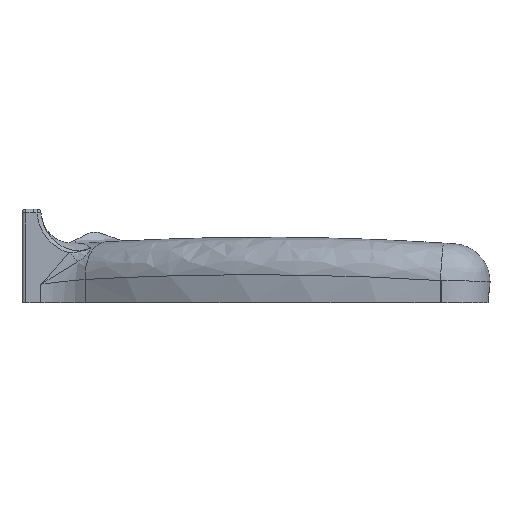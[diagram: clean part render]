
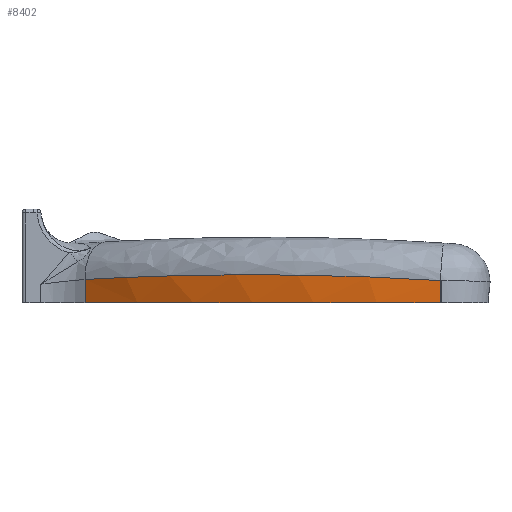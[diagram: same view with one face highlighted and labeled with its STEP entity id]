
A CAD part, left-side view. The second image highlights one B-rep face of the part: STEP entity #8402.
In plain terms, the highlighted cylindrical face has radius 160 mm (diameter 320 mm), a partial arc.
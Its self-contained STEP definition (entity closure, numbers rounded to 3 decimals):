
#27 = CARTESIAN_POINT ( 'NONE',  ( -13.936, 30.97, 24.879 ) ) ;
#76 = CARTESIAN_POINT ( 'NONE',  ( -2.414, 63.098, 24.853 ) ) ;
#227 = CARTESIAN_POINT ( 'NONE',  ( 15.484, 92.007, 35. ) ) ;
#257 = VERTEX_POINT ( 'NONE', #6366 ) ;
#351 = VERTEX_POINT ( 'NONE', #3618 ) ;
#1388 = CARTESIAN_POINT ( 'NONE',  ( -8.55, 48.288, 25. ) ) ;
#1486 = CARTESIAN_POINT ( 'NONE',  ( -0.528, 66.907, 24.769 ) ) ;
#1857 = ORIENTED_EDGE ( 'NONE', *, *, #9023, .F. ) ;
#2129 = ORIENTED_EDGE ( 'NONE', *, *, #6557, .F. ) ;
#2305 = CARTESIAN_POINT ( 'NONE',  ( -11.763, 39.186, 25. ) ) ;
#2447 = LINE ( 'NONE', #5506, #7750 ) ;
#2547 = EDGE_LOOP ( 'NONE', ( #1857, #2129, #8691, #8920 ) ) ;
#2727 = AXIS2_PLACEMENT_3D ( 'NONE', #6173, #5345, #4939 ) ;
#3618 = CARTESIAN_POINT ( 'NONE',  ( 15.484, 92.007, 23.757 ) ) ;
#3684 = VERTEX_POINT ( 'NONE', #7730 ) ;
#3690 = CARTESIAN_POINT ( 'NONE',  ( -7.427, 51.309, 24.99 ) ) ;
#3823 = EDGE_CURVE ( 'NONE', #3684, #351, #8712, .T. ) ;
#4062 = DIRECTION ( 'NONE',  ( 0., 0., -1. ) ) ;
#4070 = CIRCLE ( 'NONE', #5141, 160. ) ;
#4416 = CARTESIAN_POINT ( 'NONE',  ( -16.966, 14.299, 24.37 ) ) ;
#4586 = FACE_OUTER_BOUND ( 'NONE', #2547, .T. ) ;
#4939 = DIRECTION ( 'NONE',  ( -1., 0., 0. ) ) ;
#5131 = CARTESIAN_POINT ( 'NONE',  ( -7.04, 52.308, 24.985 ) ) ;
#5141 = AXIS2_PLACEMENT_3D ( 'NONE', #5501, #4062, #6850 ) ;
#5181 = CARTESIAN_POINT ( 'NONE',  ( 5.571, 78.09, 24.444 ) ) ;
#5345 = DIRECTION ( 'NONE',  ( 0., 0., -1. ) ) ;
#5501 = CARTESIAN_POINT ( 'NONE',  ( 141.97, -5.978, 17.5 ) ) ;
#5506 = CARTESIAN_POINT ( 'NONE',  ( -17.997, -2.737, 35. ) ) ;
#5709 = CARTESIAN_POINT ( 'NONE',  ( -17.997, -2.737, 23.451 ) ) ;
#6173 = CARTESIAN_POINT ( 'NONE',  ( 141.97, -5.978, 35. ) ) ;
#6366 = CARTESIAN_POINT ( 'NONE',  ( 15.484, 92.007, 17.5 ) ) ;
#6392 = CARTESIAN_POINT ( 'NONE',  ( -17.997, -2.737, 17.5 ) ) ;
#6557 = EDGE_CURVE ( 'NONE', #3684, #6988, #2447, .T. ) ;
#6850 = DIRECTION ( 'NONE',  ( -1., 0., 0. ) ) ;
#6988 = VERTEX_POINT ( 'NONE', #6392 ) ;
#7192 = CARTESIAN_POINT ( 'NONE',  ( -5.019, 57.258, 24.94 ) ) ;
#7293 = CARTESIAN_POINT ( 'NONE',  ( -8.182, 49.299, 24.998 ) ) ;
#7509 = CYLINDRICAL_SURFACE ( 'NONE', #2727, 160. ) ;
#7582 = DIRECTION ( 'NONE',  ( 0., 0., -1. ) ) ;
#7730 = CARTESIAN_POINT ( 'NONE',  ( -17.997, -2.737, 23.451 ) ) ;
#7750 = VECTOR ( 'NONE', #7766, 1000. ) ;
#7766 = DIRECTION ( 'NONE',  ( 0., 0., -1. ) ) ;
#8062 = VECTOR ( 'NONE', #7582, 1000. ) ;
#8067 = CARTESIAN_POINT ( 'NONE',  ( -5.85, 55.291, 24.962 ) ) ;
#8118 = CARTESIAN_POINT ( 'NONE',  ( 15.484, 92.007, 23.757 ) ) ;
#8402 = ADVANCED_FACE ( 'NONE', ( #4586 ), #7509, .T. ) ;
#8635 = CARTESIAN_POINT ( 'NONE',  ( -17.823, 5.843, 23.983 ) ) ;
#8679 = EDGE_CURVE ( 'NONE', #351, #257, #8887, .T. ) ;
#8691 = ORIENTED_EDGE ( 'NONE', *, *, #3823, .T. ) ;
#8712 = B_SPLINE_CURVE_WITH_KNOTS ( 'NONE', 3,
 ( #5709, #8635, #4416, #27, #2305, #1388, #7293, #3690, #5131, #8067, #7192, #76, #1486, #5181, #8835, #8118 ),
 .UNSPECIFIED., .F., .F.,
 ( 4, 2, 2, 2, 2, 2, 2, 4 ),
 ( 0., 0.025, 0.051, 0.054, 0.057, 0.064, 0.076, 0.102 ),
 .UNSPECIFIED. ) ;
#8835 = CARTESIAN_POINT ( 'NONE',  ( 10.224, 85.218, 24.134 ) ) ;
#8887 = LINE ( 'NONE', #227, #8062 ) ;
#8920 = ORIENTED_EDGE ( 'NONE', *, *, #8679, .T. ) ;
#9023 = EDGE_CURVE ( 'NONE', #6988, #257, #4070, .T. ) ;
